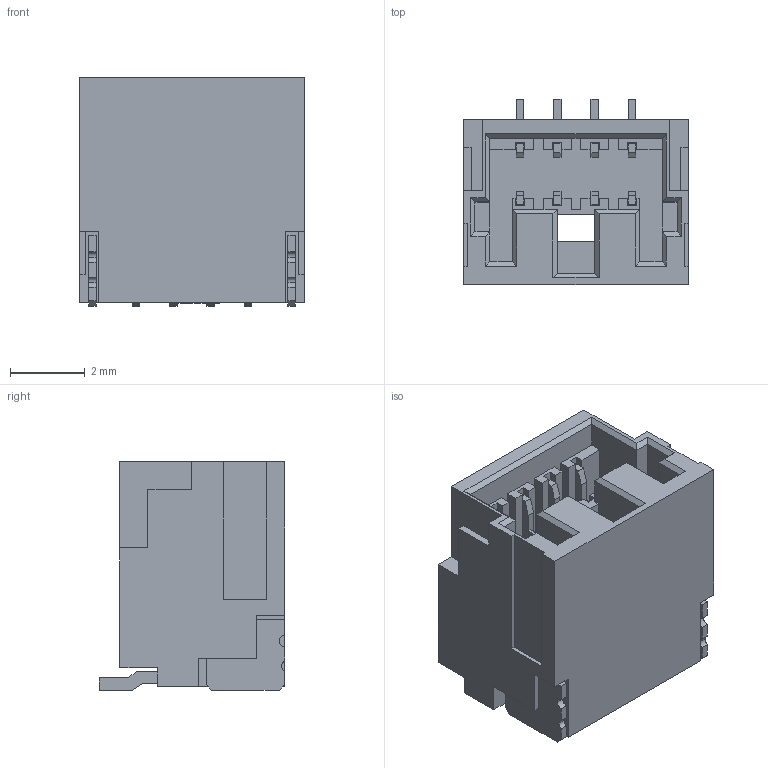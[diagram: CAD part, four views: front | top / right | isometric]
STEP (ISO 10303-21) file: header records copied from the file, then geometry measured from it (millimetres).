
FILE_DESCRIPTION(('STEP AP214'),'1');
FILE_NAME('CONN-SMD_BM04B-NSHSS-TBT.stp','2021-08-18T11:09:51',(' '),(' '),'Spatial InterOp 3D',' ',' ');
FILE_SCHEMA(('AUTOMOTIVE_DESIGN { 1 0 10303 214 1 1 1 1 }'));
Length unit declared in the file: millimetre
Products named in the file (1): PRT000104
Bounding box: 6 x 4.95 x 6.1 mm (x, y, z)
Volume: 98.4 mm3; surface area: 396.6 mm2
Topology: 7 solids, 7 shells, 382 faces, 1039 edges, 686 vertices
Faces by surface type: plane 374, cylinder 8
Entity records: 14856 total; most frequent: CARTESIAN_POINT 2109, ORIENTED_EDGE 2078, DIRECTION 1823, EDGE_CURVE 1039, LINE 1023, VECTOR 1023, VERTEX_POINT 686, AXIS2_PLACEMENT_3D 400
